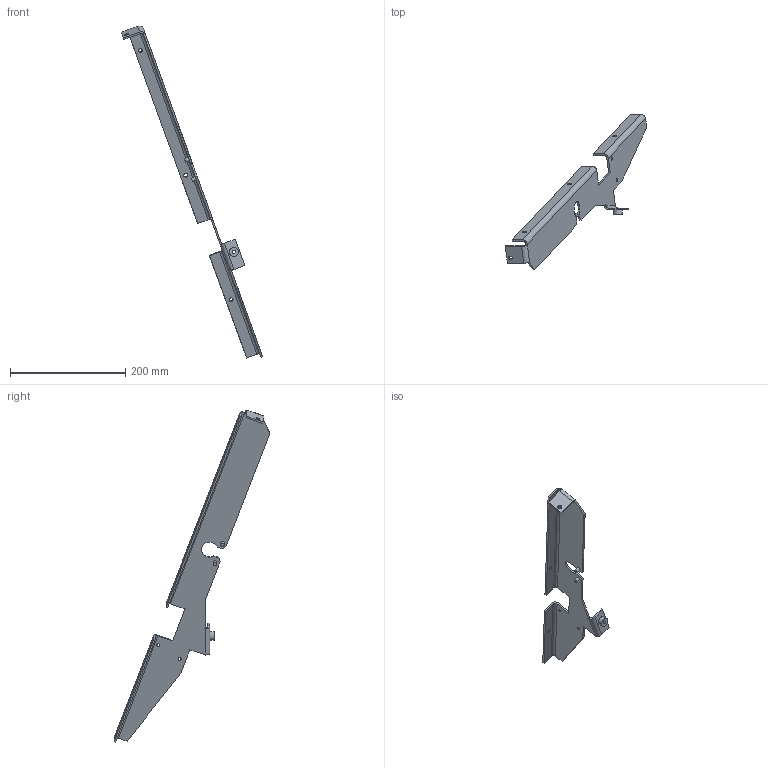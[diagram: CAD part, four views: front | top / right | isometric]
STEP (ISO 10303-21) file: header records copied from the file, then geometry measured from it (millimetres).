
FILE_DESCRIPTION((''),'2;1');
FILE_NAME('Porte_Plaque_Support_Devidoir_Droite.stp','2010-09-23T16:23:49',('claivier'),(''),'Autodesk Inventor 11','Autodesk Inventor 11','');
FILE_SCHEMA(('AUTOMOTIVE_DESIGN { 1 0 10303 214 1 1 1 1 }'));
Length unit declared in the file: millimetre
Products named in the file (1): Porte_Plaque_Support_Dévidoir_Droite
Bounding box: 245.58 x 270.63 x 576.7 mm (x, y, z)
Volume: 154577.1 mm3; surface area: 108433.2 mm2
Topology: 1 solids, 1 shells, 63 faces, 174 edges, 116 vertices
Faces by surface type: plane 44, cylinder 12, bspline 7
Full cylindrical faces by diameter (mm): 6 x2, 15.52 x1
Entity records: 2080 total; most frequent: CARTESIAN_POINT 459, ORIENTED_EDGE 324, DIRECTION 314, EDGE_CURVE 162, VECTOR 124, LINE 124, VERTEX_POINT 114, AXIS2_PLACEMENT_3D 95
